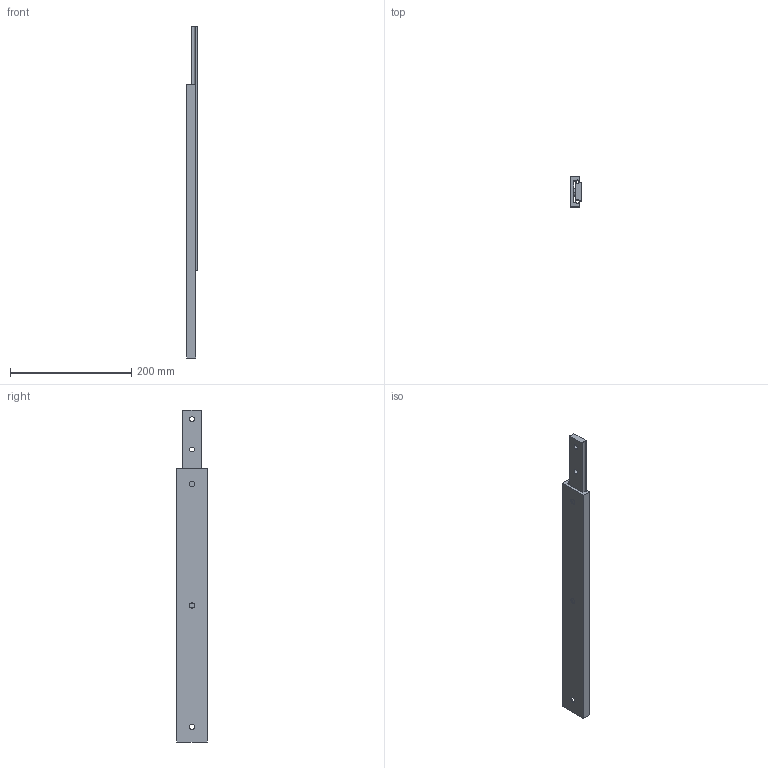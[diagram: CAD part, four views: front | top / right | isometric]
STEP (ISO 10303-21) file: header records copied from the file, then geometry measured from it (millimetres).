
FILE_DESCRIPTION (( 'STEP AP214' ), '1' );
FILE_NAME ('ows50-450.STEP', '2021-12-10T09:02:12', ( '' ), ( '' ), 'SwSTEP 2.0', 'SolidWorks 2020', '' );
FILE_SCHEMA (( 'AUTOMOTIVE_DESIGN' ));
Length unit declared in the file: millimetre
Products named in the file (3): zensko50_450; ows50-450; masko50_450
Assembly tree (2 placements, depth 2):
  ows50-450
    masko50_450
    zensko50_450
Bounding box: 17 x 50 x 546.85 mm (x, y, z)
Volume: 283689.7 mm3; surface area: 103745.4 mm2
Topology: 2 solids, 2 shells, 62 faces, 155 edges, 98 vertices
Faces by surface type: plane 28, cylinder 20, cone 12, torus 2
Entity records: 1985 total; most frequent: DIRECTION 345, CARTESIAN_POINT 320, ORIENTED_EDGE 310, EDGE_CURVE 155, AXIS2_PLACEMENT_3D 123, LINE 99, VECTOR 99, VERTEX_POINT 98
